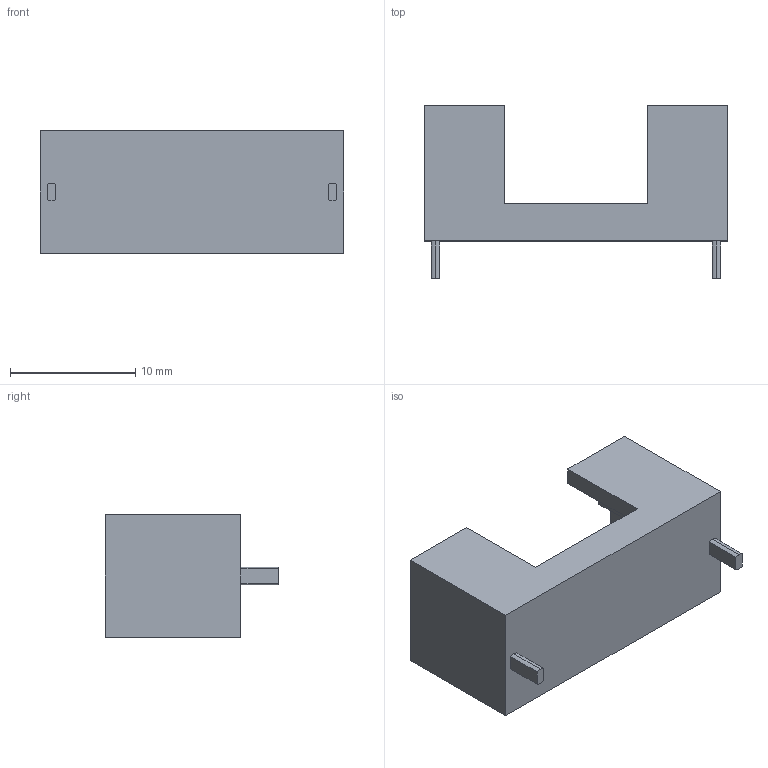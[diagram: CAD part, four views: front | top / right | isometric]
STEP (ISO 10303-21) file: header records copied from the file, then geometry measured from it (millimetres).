
FILE_DESCRIPTION (( 'STEP AP214' ), '1' );
FILE_NAME ('User Library-FHP-105.STEP', '2014-11-12T07:48:58', ( 'Windows User' ), ( '' ), 'SwSTEP 2.0', 'SolidWorks 2014', '' );
FILE_SCHEMA (( 'AUTOMOTIVE_DESIGN' ));
Length unit declared in the file: millimetre
Products named in the file (1): User Library-FHP-105
Bounding box: 24.2 x 13.8 x 9.8 mm (x, y, z)
Volume: 1061.5 mm3; surface area: 1468.9 mm2
Topology: 1 solids, 1 shells, 48 faces, 130 edges, 86 vertices
Faces by surface type: plane 42, cylinder 6
Entity records: 2052 total; most frequent: CARTESIAN_POINT 265, ORIENTED_EDGE 260, DIRECTION 240, EDGE_CURVE 130, LINE 118, VECTOR 118, VERTEX_POINT 86, AXIS2_PLACEMENT_3D 61
